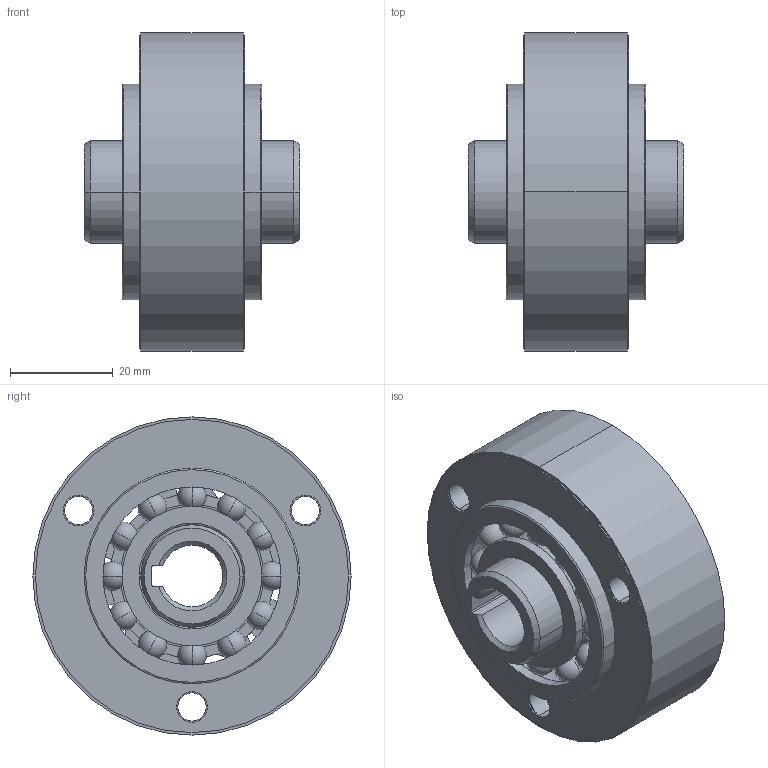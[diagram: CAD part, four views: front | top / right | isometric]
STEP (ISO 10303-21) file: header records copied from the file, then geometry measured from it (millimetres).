
FILE_DESCRIPTION((''),'2;1');
FILE_NAME('FREILAUF_GFR_12_ASM','2025-05-06T11:06:10',('Administrator'),(''),'CREO PARAMETRIC BY PTC INC, 2020414','CREO PARAMETRIC BY PTC INC, 2020414','');
FILE_SCHEMA(('AUTOMOTIVE_DESIGN { 1 0 10303 214 1 1 1 1 }'));
Length unit declared in the file: millimetre
Products named in the file (15): STERN_AL_12_2A_NICO_1; DRUCKBOLZEN_AS8_1; DRUCKFEDER_AS8_5A_1; ANFED_KPL_AS8_6_AS8_5A_ASM_1_ASM; ROLLE_GFR_12_NICO_1; SCHEIBE_GFR_12_NICO_1; DIN988PS_20X28X0_1_HD_1; DIN625_A16004_AF1_1; DIN625_I16004_AF1_1; DIN625_K8_1; DIN625_16004_HD_ASM_1_ASM; A-RING_GFR_12A_NICO_1; DICHTRING_GFR_12_8_1; FREILAUF_GFR_12_NICO_ASM_1_ASM; FREILAUF_GFR_12_ASM
Assembly tree (39 placements, depth 4):
  FREILAUF_GFR_12_ASM
    FREILAUF_GFR_12_NICO_ASM_1_ASM
      STERN_AL_12_2A_NICO_1
      ANFED_KPL_AS8_6_AS8_5A_ASM_1_ASM  x5
        DRUCKBOLZEN_AS8_1
        DRUCKFEDER_AS8_5A_1
      ROLLE_GFR_12_NICO_1  x5
      SCHEIBE_GFR_12_NICO_1  x2
      DIN988PS_20X28X0_1_HD_1  x4
      DIN625_16004_HD_ASM_1_ASM  x2
        DIN625_A16004_AF1_1
        DIN625_I16004_AF1_1
        DIN625_K8_1
      A-RING_GFR_12A_NICO_1
      DICHTRING_GFR_12_8_1  x2
Bounding box: 42 x 62 x 62 mm (x, y, z)
Volume: 59341 mm3; surface area: 41151.2 mm2
Topology: 53 solids, 53 shells, 386 faces, 945 edges, 573 vertices
Faces by surface type: cylinder 134, plane 80, sphere 72, cone 36, torus 34, bspline 30
Entity records: 7093 total; most frequent: CARTESIAN_POINT 2010, DIRECTION 1067, ORIENTED_EDGE 726, AXIS2_PLACEMENT_3D 469, EDGE_CURVE 363, VERTEX_POINT 242, CIRCLE 216, EDGE_LOOP 189
